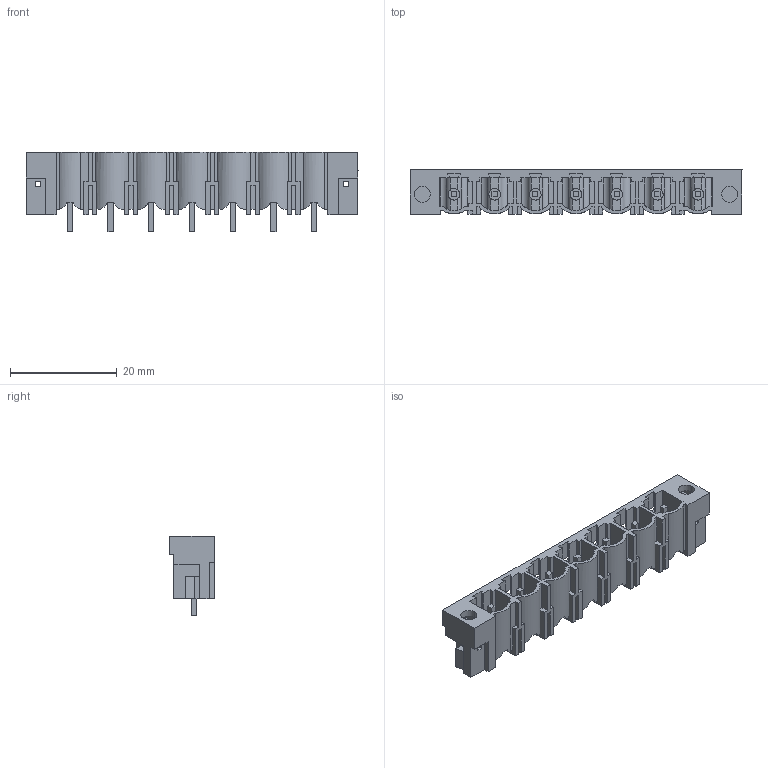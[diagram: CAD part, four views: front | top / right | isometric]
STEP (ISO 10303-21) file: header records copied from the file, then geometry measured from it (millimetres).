
FILE_DESCRIPTION(('CATIA V5 STEP Exchange','CAx-IF Rec.Pracs.--- Model Styling and Organization---1.4--- 2014-01-23'),'2;1');
FILE_NAME ('D1448922_1_1141030000_1141030000.stp','2021-05-21T12:45:23+00:00',('none'),('Weidmueller'),'CATIA Version 5-6 Release 2016 SP3 HF44','CATIA V5 STEP AP214','none');
FILE_SCHEMA(('AUTOMOTIVE_DESIGN { 1 0 10303 214 1 1 1 1 }'));
Length unit declared in the file: millimetre
Products named in the file (1): 1141030000
Bounding box: 62.2 x 8.4 x 14.95 mm (x, y, z)
Volume: 2288.8 mm3; surface area: 5649 mm2
Topology: 8 solids, 8 shells, 469 faces, 1349 edges, 887 vertices
Faces by surface type: plane 395, cylinder 74
Entity records: 14408 total; most frequent: CARTESIAN_POINT 2844, ORIENTED_EDGE 2698, DIRECTION 1896, EDGE_CURVE 1349, VECTOR 1145, LINE 1145, VERTEX_POINT 887, EDGE_LOOP 482
